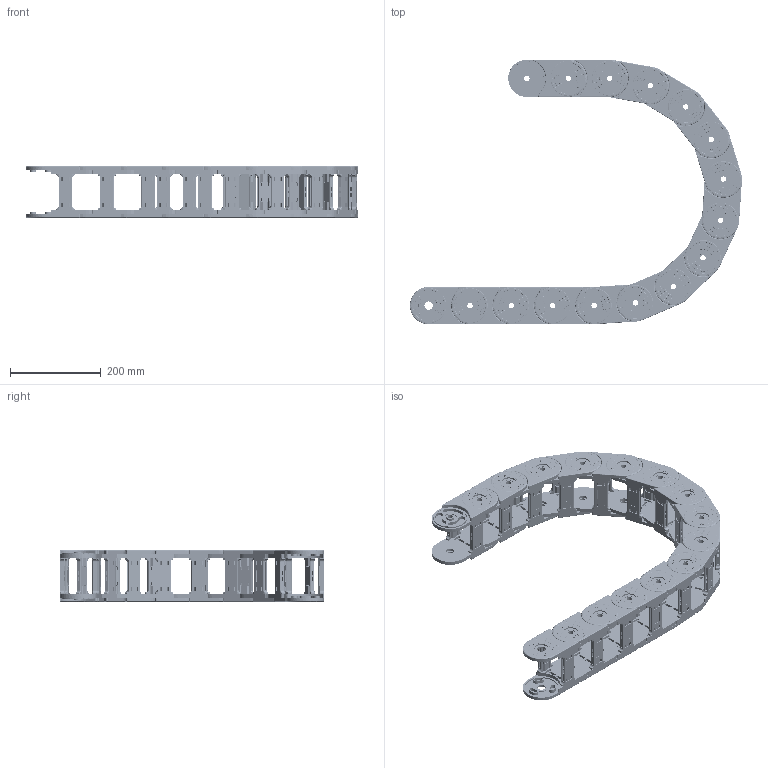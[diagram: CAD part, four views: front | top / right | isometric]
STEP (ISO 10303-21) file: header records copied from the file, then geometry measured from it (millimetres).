
FILE_DESCRIPTION (( 'STEP AP214' ), '1' );
FILE_NAME ('CK60-A080-R250.STEP', '2019-09-06T09:05:20', ( '' ), ( '' ), 'SwSTEP 2.0', 'SolidWorks 2017', '' );
FILE_SCHEMA (( 'AUTOMOTIVE_DESIGN' ));
Length unit declared in the file: millimetre
Products named in the file (2): CK60-A080-R250; CK60-A080
Assembly tree (15 placements, depth 2):
  CK60-A080-R250
    CK60-A080  x15
Bounding box: 730.38 x 582.03 x 113.14 mm (x, y, z)
Volume: 3359657.2 mm3; surface area: 1671762.4 mm2
Topology: 60 solids, 60 shells, 14640 faces, 37920 edges, 24480 vertices
Faces by surface type: plane 6360, cylinder 4410, bspline 3090, torus 540, sphere 240
Entity records: 39315 total; most frequent: CARTESIAN_POINT 16994, ORIENTED_EDGE 5032, DIRECTION 4104, EDGE_CURVE 2516, VERTEX_POINT 1632, LINE 1380, VECTOR 1380, AXIS2_PLACEMENT_3D 1362
